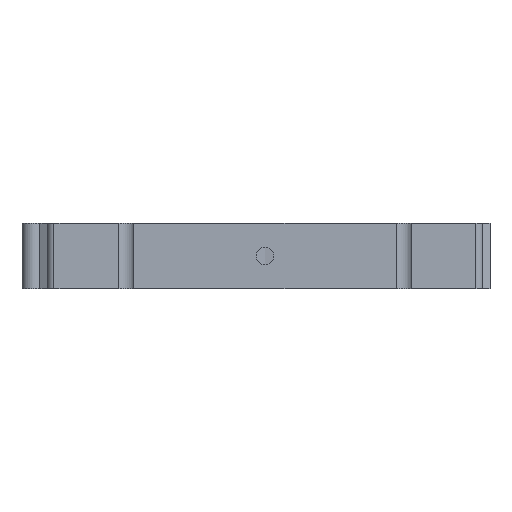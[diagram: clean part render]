
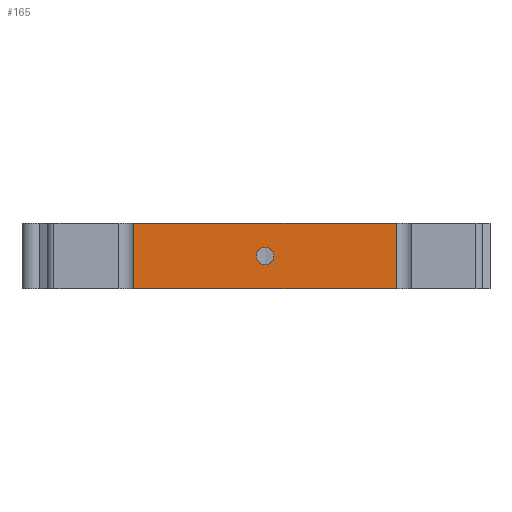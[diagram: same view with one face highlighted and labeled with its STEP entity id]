
A CAD part, front view. The second image highlights one B-rep face of the part: STEP entity #165.
In plain terms, the highlighted planar face has unit normal (0, -1, 0).
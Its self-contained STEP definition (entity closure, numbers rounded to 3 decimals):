
#165 = ADVANCED_FACE( '', ( #410, #411 ), #412, .F. );
#410 = FACE_BOUND( '', #739, .T. );
#411 = FACE_OUTER_BOUND( '', #740, .T. );
#412 = PLANE( '', #741 );
#739 = EDGE_LOOP( '', ( #1165 ) );
#740 = EDGE_LOOP( '', ( #1166, #1167, #1168, #1169 ) );
#741 = AXIS2_PLACEMENT_3D( '', #1170, #1171, #1172 );
#1165 = ORIENTED_EDGE( '', *, *, #2111, .F. );
#1166 = ORIENTED_EDGE( '', *, *, #2112, .T. );
#1167 = ORIENTED_EDGE( '', *, *, #2113, .F. );
#1168 = ORIENTED_EDGE( '', *, *, #2114, .F. );
#1169 = ORIENTED_EDGE( '', *, *, #2115, .T. );
#1170 = CARTESIAN_POINT( '', ( -63.589, -107.5, 15.75 ) );
#1171 = DIRECTION( '', ( 0., 1., 0. ) );
#1172 = DIRECTION( '', ( 0., 0., 1. ) );
#2111 = EDGE_CURVE( '', #2585, #2585, #2586, .T. );
#2112 = EDGE_CURVE( '', #2587, #2588, #2589, .T. );
#2113 = EDGE_CURVE( '', #2590, #2588, #2591, .T. );
#2114 = EDGE_CURVE( '', #2592, #2590, #2593, .T. );
#2115 = EDGE_CURVE( '', #2592, #2587, #2594, .T. );
#2585 = VERTEX_POINT( '', #3229 );
#2586 = CIRCLE( '', #3230, 4.25 );
#2587 = VERTEX_POINT( '', #3231 );
#2588 = VERTEX_POINT( '', #3232 );
#2589 = LINE( '', #3233, #3234 );
#2590 = VERTEX_POINT( '', #3235 );
#2591 = LINE( '', #3236, #3237 );
#2592 = VERTEX_POINT( '', #3238 );
#2593 = LINE( '', #3239, #3240 );
#2594 = LINE( '', #3241, #3242 );
#3229 = CARTESIAN_POINT( '', ( 0., -107.5, -4.25 ) );
#3230 = AXIS2_PLACEMENT_3D( '', #4127, #4128, #4129 );
#3231 = CARTESIAN_POINT( '', ( -63.589, -107.5, -15.75 ) );
#3232 = CARTESIAN_POINT( '', ( 63.589, -107.5, -15.75 ) );
#3233 = CARTESIAN_POINT( '', ( -63.589, -107.5, -15.75 ) );
#3234 = VECTOR( '', #4130, 1000. );
#3235 = CARTESIAN_POINT( '', ( 63.589, -107.5, 15.75 ) );
#3236 = CARTESIAN_POINT( '', ( 63.589, -107.5, 15.75 ) );
#3237 = VECTOR( '', #4131, 1000. );
#3238 = CARTESIAN_POINT( '', ( -63.589, -107.5, 15.75 ) );
#3239 = CARTESIAN_POINT( '', ( -63.589, -107.5, 15.75 ) );
#3240 = VECTOR( '', #4132, 1000. );
#3241 = CARTESIAN_POINT( '', ( -63.589, -107.5, 15.75 ) );
#3242 = VECTOR( '', #4133, 1000. );
#4127 = CARTESIAN_POINT( '', ( 0., -107.5, 0. ) );
#4128 = DIRECTION( '', ( 0., -1., 0. ) );
#4129 = DIRECTION( '', ( 0., 0., -1. ) );
#4130 = DIRECTION( '', ( 1., 0., 0. ) );
#4131 = DIRECTION( '', ( 0., 0., -1. ) );
#4132 = DIRECTION( '', ( 1., 0., 0. ) );
#4133 = DIRECTION( '', ( 0., 0., -1. ) );
